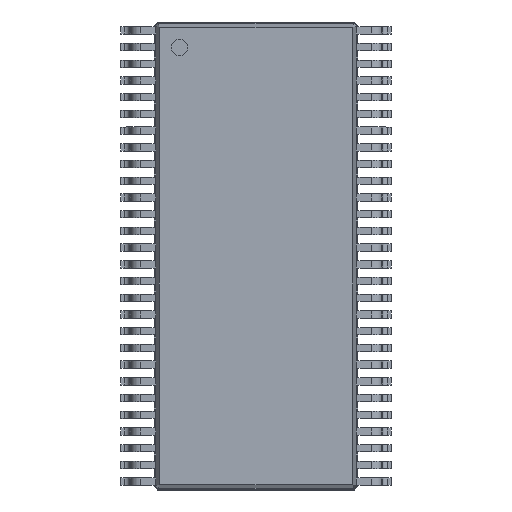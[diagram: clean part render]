
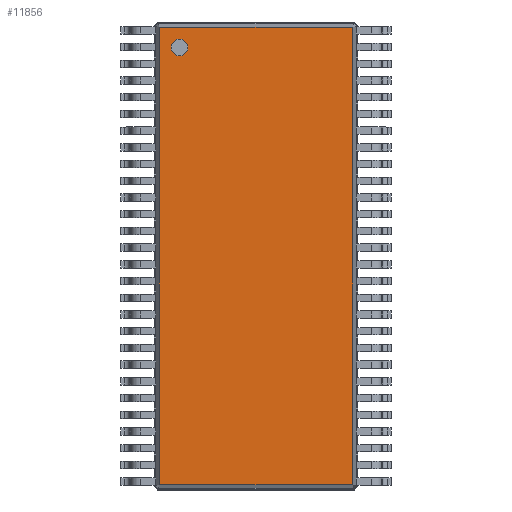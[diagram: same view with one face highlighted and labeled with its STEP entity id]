
A CAD part, top view. The second image highlights one B-rep face of the part: STEP entity #11856.
In plain terms, the highlighted planar face has unit normal (0, 0, 1).
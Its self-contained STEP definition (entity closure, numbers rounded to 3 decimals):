
#27=VECTOR('',#28,1.);
#28=DIRECTION('',(1.,0.,0.));
#52=VECTOR('',#53,1.);
#53=DIRECTION('',(0.707,0.707,0.));
#59=VECTOR('',#60,1.);
#60=DIRECTION('',(0.,1.,0.));
#66=VECTOR('',#67,1.);
#67=DIRECTION('',(-0.707,0.707,0.));
#73=VECTOR('',#74,1.);
#74=DIRECTION('',(-1.,0.,0.));
#80=VECTOR('',#81,1.);
#81=DIRECTION('',(-0.707,-0.707,0.));
#87=VECTOR('',#88,1.);
#88=DIRECTION('',(0.,-1.,0.));
#92=VECTOR('',#93,1.);
#93=DIRECTION('',(0.707,-0.707,0.));
#3107=DIRECTION('',(0.,0.,-1.));
#3334=VERTEX_POINT('',#3335);
#3335=CARTESIAN_POINT('',(-2.888,6.829,1.3));
#3338=EDGE_CURVE('',#3339,#3334,#3341,.T.);
#3339=VERTEX_POINT('',#3340);
#3340=CARTESIAN_POINT('',(-2.888,-6.829,1.3));
#3341=LINE('',#3340,#59);
#3352=VERTEX_POINT('',#3353);
#3353=CARTESIAN_POINT('',(-2.879,6.838,1.3));
#3356=EDGE_CURVE('',#3334,#3352,#3357,.T.);
#3357=LINE('',#3335,#52);
#3366=VERTEX_POINT('',#3367);
#3367=CARTESIAN_POINT('',(2.879,6.838,1.3));
#3370=EDGE_CURVE('',#3352,#3366,#3371,.T.);
#3371=LINE('',#3353,#27);
#3380=VERTEX_POINT('',#3381);
#3381=CARTESIAN_POINT('',(2.888,6.829,1.3));
#3384=EDGE_CURVE('',#3366,#3380,#3385,.T.);
#3385=LINE('',#3367,#92);
#3618=VERTEX_POINT('',#3619);
#3619=CARTESIAN_POINT('',(2.888,-6.829,1.3));
#3622=EDGE_CURVE('',#3380,#3618,#3623,.T.);
#3623=LINE('',#3381,#87);
#11856=ADVANCED_FACE('',(#11857,#11877),#11887,.F.);
#11857=FACE_BOUND('',#11858,.F.);
#11858=EDGE_LOOP('',(#11859,#11860,#11861,#11862,#11867,#11872,#11875,#11876));
#11859=ORIENTED_EDGE('',*,*,#3370,.T.);
#11860=ORIENTED_EDGE('',*,*,#3384,.T.);
#11861=ORIENTED_EDGE('',*,*,#3622,.T.);
#11862=ORIENTED_EDGE('',*,*,#11863,.T.);
#11863=EDGE_CURVE('',#3618,#11864,#11866,.T.);
#11864=VERTEX_POINT('',#11865);
#11865=CARTESIAN_POINT('',(2.879,-6.838,1.3));
#11866=LINE('',#3619,#80);
#11867=ORIENTED_EDGE('',*,*,#11868,.T.);
#11868=EDGE_CURVE('',#11864,#11869,#11871,.T.);
#11869=VERTEX_POINT('',#11870);
#11870=CARTESIAN_POINT('',(-2.879,-6.838,1.3));
#11871=LINE('',#11865,#73);
#11872=ORIENTED_EDGE('',*,*,#11873,.T.);
#11873=EDGE_CURVE('',#11869,#3339,#11874,.T.);
#11874=LINE('',#11870,#66);
#11875=ORIENTED_EDGE('',*,*,#3338,.T.);
#11876=ORIENTED_EDGE('',*,*,#3356,.T.);
#11877=FACE_BOUND('',#11878,.F.);
#11878=EDGE_LOOP('',(#11879));
#11879=ORIENTED_EDGE('',*,*,#11880,.F.);
#11880=EDGE_CURVE('',#11881,#11881,#11883,.T.);
#11881=VERTEX_POINT('',#11882);
#11882=CARTESIAN_POINT('',(-2.288,5.988,1.3));
#11883=CIRCLE('',#11884,0.25);
#11884=AXIS2_PLACEMENT_3D('',#11885,#11886,#88);
#11885=CARTESIAN_POINT('',(-2.288,6.238,1.3));
#11886=DIRECTION('',(0.,-0.,-1.));
#11887=PLANE('',#11888);
#11888=AXIS2_PLACEMENT_3D('',#3353,#3107,#11889);
#11889=DIRECTION('',(0.388,-0.922,0.));
